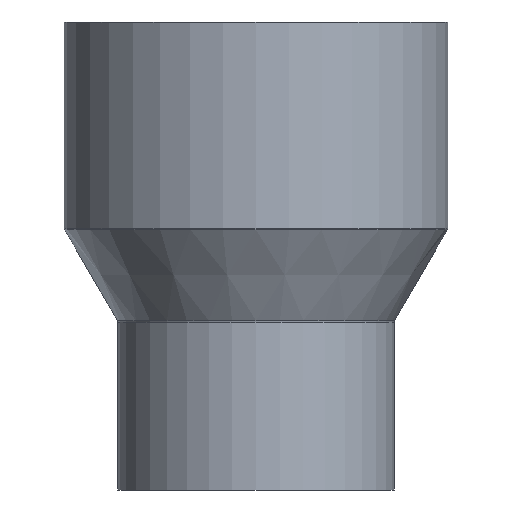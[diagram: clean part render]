
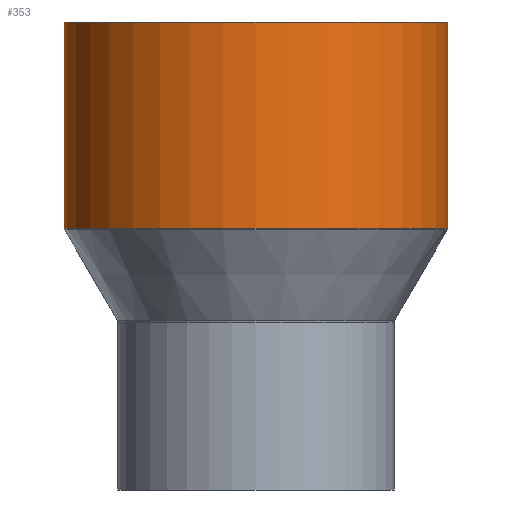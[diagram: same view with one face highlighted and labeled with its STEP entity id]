
A CAD part, front view. The second image highlights one B-rep face of the part: STEP entity #353.
In plain terms, the highlighted cylindrical face has radius 125 mm (diameter 250 mm), a partial arc.
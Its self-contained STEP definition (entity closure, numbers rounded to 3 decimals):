
#13 = DIRECTION ( 'NONE',  ( 0., 0., -1. ) ) ;
#18 = VERTEX_POINT ( 'NONE', #343 ) ;
#22 = CYLINDRICAL_SURFACE ( 'NONE', #491, 125. ) ;
#40 = CIRCLE ( 'NONE', #90, 125. ) ;
#43 = DIRECTION ( 'NONE',  ( 0., 0., -1. ) ) ;
#54 = ORIENTED_EDGE ( 'NONE', *, *, #448, .F. ) ;
#90 = AXIS2_PLACEMENT_3D ( 'NONE', #578, #184, #120 ) ;
#93 = EDGE_CURVE ( 'NONE', #389, #18, #141, .T. ) ;
#120 = DIRECTION ( 'NONE',  ( -1., 0., 0. ) ) ;
#141 = LINE ( 'NONE', #345, #180 ) ;
#173 = LINE ( 'NONE', #372, #341 ) ;
#180 = VECTOR ( 'NONE', #43, 1000. ) ;
#184 = DIRECTION ( 'NONE',  ( 0., 0., -1. ) ) ;
#187 = CARTESIAN_POINT ( 'NONE',  ( -125., 0., 159.6 ) ) ;
#206 = EDGE_CURVE ( 'NONE', #405, #18, #464, .T. ) ;
#232 = DIRECTION ( 'NONE',  ( 0., 0., -1. ) ) ;
#271 = EDGE_CURVE ( 'NONE', #355, #389, #40, .T. ) ;
#341 = VECTOR ( 'NONE', #13, 1000. ) ;
#343 = CARTESIAN_POINT ( 'NONE',  ( -125., 0., 25.141 ) ) ;
#345 = CARTESIAN_POINT ( 'NONE',  ( -125., 0., -16.533 ) ) ;
#348 = CARTESIAN_POINT ( 'NONE',  ( 125., 0., 25.141 ) ) ;
#353 = ADVANCED_FACE ( 'NONE', ( #481 ), #22, .T. ) ;
#355 = VERTEX_POINT ( 'NONE', #431 ) ;
#365 = ORIENTED_EDGE ( 'NONE', *, *, #206, .F. ) ;
#371 = AXIS2_PLACEMENT_3D ( 'NONE', #613, #404, #656 ) ;
#372 = CARTESIAN_POINT ( 'NONE',  ( 125., 0., -16.533 ) ) ;
#378 = CARTESIAN_POINT ( 'NONE',  ( 0., 0., -16.533 ) ) ;
#389 = VERTEX_POINT ( 'NONE', #187 ) ;
#404 = DIRECTION ( 'NONE',  ( 0., 0., -1. ) ) ;
#405 = VERTEX_POINT ( 'NONE', #348 ) ;
#431 = CARTESIAN_POINT ( 'NONE',  ( 125., 0., 159.6 ) ) ;
#435 = DIRECTION ( 'NONE',  ( -1., 0., 0. ) ) ;
#448 = EDGE_CURVE ( 'NONE', #355, #405, #173, .T. ) ;
#464 = CIRCLE ( 'NONE', #371, 125. ) ;
#481 = FACE_OUTER_BOUND ( 'NONE', #533, .T. ) ;
#491 = AXIS2_PLACEMENT_3D ( 'NONE', #378, #232, #435 ) ;
#533 = EDGE_LOOP ( 'NONE', ( #54, #634, #642, #365 ) ) ;
#578 = CARTESIAN_POINT ( 'NONE',  ( 0., 0., 159.6 ) ) ;
#613 = CARTESIAN_POINT ( 'NONE',  ( 0., 0., 25.141 ) ) ;
#634 = ORIENTED_EDGE ( 'NONE', *, *, #271, .T. ) ;
#642 = ORIENTED_EDGE ( 'NONE', *, *, #93, .T. ) ;
#656 = DIRECTION ( 'NONE',  ( -1., 0., 0. ) ) ;
